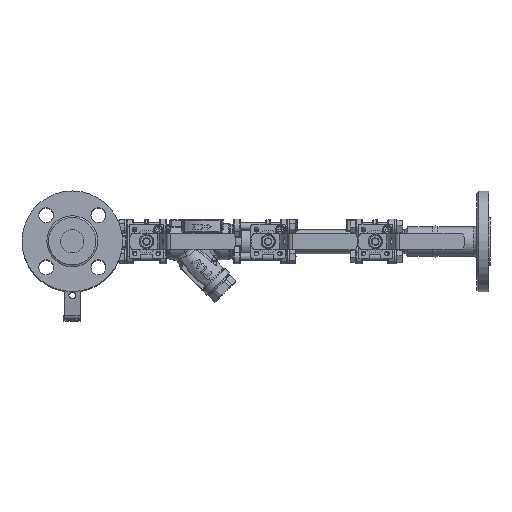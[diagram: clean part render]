
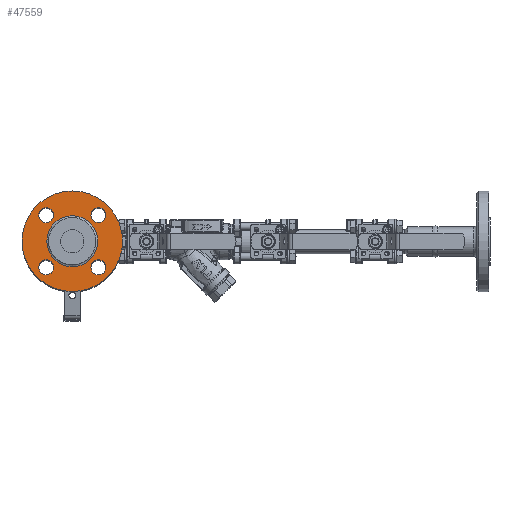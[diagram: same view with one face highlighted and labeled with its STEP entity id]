
A CAD part, top view. The second image highlights one B-rep face of the part: STEP entity #47559.
In plain terms, the highlighted planar face has unit normal (0, 0, 1).
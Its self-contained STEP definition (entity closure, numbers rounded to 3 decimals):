
#3480=FACE_BOUND('',#14134,.T.);
#3481=FACE_BOUND('',#14135,.T.);
#3482=FACE_BOUND('',#14136,.T.);
#3483=FACE_BOUND('',#14137,.T.);
#3484=FACE_BOUND('',#14138,.T.);
#3742=PLANE('',#50644);
#11139=FACE_OUTER_BOUND('',#14133,.T.);
#14133=EDGE_LOOP('',(#32522,#32523));
#14134=EDGE_LOOP('',(#32524,#32525));
#14135=EDGE_LOOP('',(#32526,#32527));
#14136=EDGE_LOOP('',(#32528,#32529));
#14137=EDGE_LOOP('',(#32530,#32531));
#14138=EDGE_LOOP('',(#32532));
#17402=CIRCLE('',#50640,27.336);
#17406=CIRCLE('',#50645,54.);
#17407=CIRCLE('',#50646,54.);
#17408=CIRCLE('',#50647,8.);
#17409=CIRCLE('',#50648,8.);
#17410=CIRCLE('',#50649,8.);
#17411=CIRCLE('',#50650,8.);
#17412=CIRCLE('',#50651,8.);
#17413=CIRCLE('',#50652,8.);
#17414=CIRCLE('',#50653,8.);
#17415=CIRCLE('',#50654,8.);
#20382=VERTEX_POINT('',#71112);
#20385=VERTEX_POINT('',#71120);
#20386=VERTEX_POINT('',#71121);
#20387=VERTEX_POINT('',#71124);
#20388=VERTEX_POINT('',#71125);
#20389=VERTEX_POINT('',#71128);
#20390=VERTEX_POINT('',#71129);
#20391=VERTEX_POINT('',#71132);
#20392=VERTEX_POINT('',#71133);
#20393=VERTEX_POINT('',#71136);
#20394=VERTEX_POINT('',#71137);
#24970=EDGE_CURVE('',#20382,#20382,#17402,.T.);
#24974=EDGE_CURVE('',#20385,#20386,#17406,.T.);
#24975=EDGE_CURVE('',#20386,#20385,#17407,.T.);
#24976=EDGE_CURVE('',#20387,#20388,#17408,.T.);
#24977=EDGE_CURVE('',#20388,#20387,#17409,.T.);
#24978=EDGE_CURVE('',#20389,#20390,#17410,.T.);
#24979=EDGE_CURVE('',#20390,#20389,#17411,.T.);
#24980=EDGE_CURVE('',#20391,#20392,#17412,.T.);
#24981=EDGE_CURVE('',#20392,#20391,#17413,.T.);
#24982=EDGE_CURVE('',#20393,#20394,#17414,.T.);
#24983=EDGE_CURVE('',#20394,#20393,#17415,.T.);
#32522=ORIENTED_EDGE('',*,*,#24974,.F.);
#32523=ORIENTED_EDGE('',*,*,#24975,.F.);
#32524=ORIENTED_EDGE('',*,*,#24976,.T.);
#32525=ORIENTED_EDGE('',*,*,#24977,.T.);
#32526=ORIENTED_EDGE('',*,*,#24978,.T.);
#32527=ORIENTED_EDGE('',*,*,#24979,.T.);
#32528=ORIENTED_EDGE('',*,*,#24980,.T.);
#32529=ORIENTED_EDGE('',*,*,#24981,.T.);
#32530=ORIENTED_EDGE('',*,*,#24982,.T.);
#32531=ORIENTED_EDGE('',*,*,#24983,.T.);
#32532=ORIENTED_EDGE('',*,*,#24970,.F.);
#47559=ADVANCED_FACE('',(#11139,#3480,#3481,#3482,#3483,#3484),#3742,.F.);
#50640=AXIS2_PLACEMENT_3D('',#71113,#56663,#56664);
#50644=AXIS2_PLACEMENT_3D('',#71119,#56671,#56672);
#50645=AXIS2_PLACEMENT_3D('',#71122,#56673,#56674);
#50646=AXIS2_PLACEMENT_3D('',#71123,#56675,#56676);
#50647=AXIS2_PLACEMENT_3D('',#71126,#56677,#56678);
#50648=AXIS2_PLACEMENT_3D('',#71127,#56679,#56680);
#50649=AXIS2_PLACEMENT_3D('',#71130,#56681,#56682);
#50650=AXIS2_PLACEMENT_3D('',#71131,#56683,#56684);
#50651=AXIS2_PLACEMENT_3D('',#71134,#56685,#56686);
#50652=AXIS2_PLACEMENT_3D('',#71135,#56687,#56688);
#50653=AXIS2_PLACEMENT_3D('',#71138,#56689,#56690);
#50654=AXIS2_PLACEMENT_3D('',#71139,#56691,#56692);
#56663=DIRECTION('center_axis',(0.,0.,
1.));
#56664=DIRECTION('ref_axis',(0.,-1.,0.));
#56671=DIRECTION('center_axis',(0.,0.,
-1.));
#56672=DIRECTION('ref_axis',(0.,1.,0.));
#56673=DIRECTION('center_axis',(0.,0.,
-1.));
#56674=DIRECTION('ref_axis',(0.,1.,0.));
#56675=DIRECTION('center_axis',(0.,0.,
-1.));
#56676=DIRECTION('ref_axis',(0.,1.,0.));
#56677=DIRECTION('center_axis',(0.,0.,
-1.));
#56678=DIRECTION('ref_axis',(0.,-1.,0.));
#56679=DIRECTION('center_axis',(0.,0.,
-1.));
#56680=DIRECTION('ref_axis',(0.,-1.,0.));
#56681=DIRECTION('center_axis',(0.,0.,
-1.));
#56682=DIRECTION('ref_axis',(-1.,0.,0.));
#56683=DIRECTION('center_axis',(0.,0.,
-1.));
#56684=DIRECTION('ref_axis',(-1.,0.,0.));
#56685=DIRECTION('center_axis',(0.,0.,
-1.));
#56686=DIRECTION('ref_axis',(0.,1.,0.));
#56687=DIRECTION('center_axis',(0.,0.,
-1.));
#56688=DIRECTION('ref_axis',(0.,1.,0.));
#56689=DIRECTION('center_axis',(0.,0.,
-1.));
#56690=DIRECTION('ref_axis',(1.,0.,0.));
#56691=DIRECTION('center_axis',(0.,0.,
-1.));
#56692=DIRECTION('ref_axis',(1.,0.,0.));
#71112=CARTESIAN_POINT('',(-224.292,105.91,94.319));
#71113=CARTESIAN_POINT('Origin',(-224.292,78.574,94.319));
#71119=CARTESIAN_POINT('Origin',(-224.292,78.574,94.319));
#71120=CARTESIAN_POINT('',(-224.292,132.574,94.319));
#71121=CARTESIAN_POINT('',(-224.292,24.574,94.319));
#71122=CARTESIAN_POINT('Origin',(-224.292,78.574,94.319));
#71123=CARTESIAN_POINT('Origin',(-224.292,78.574,94.319));
#71124=CARTESIAN_POINT('',(-196.29,42.573,94.319));
#71125=CARTESIAN_POINT('',(-196.29,58.573,94.319));
#71126=CARTESIAN_POINT('Origin',(-196.29,50.573,94.319));
#71127=CARTESIAN_POINT('Origin',(-196.29,50.573,94.319));
#71128=CARTESIAN_POINT('',(-260.293,50.573,94.319));
#71129=CARTESIAN_POINT('',(-244.293,50.573,94.319));
#71130=CARTESIAN_POINT('Origin',(-252.293,50.573,94.319));
#71131=CARTESIAN_POINT('Origin',(-252.293,50.573,94.319));
#71132=CARTESIAN_POINT('',(-252.293,114.575,94.319));
#71133=CARTESIAN_POINT('',(-252.293,98.575,94.319));
#71134=CARTESIAN_POINT('Origin',(-252.293,106.575,94.319));
#71135=CARTESIAN_POINT('Origin',(-252.293,106.575,94.319));
#71136=CARTESIAN_POINT('',(-188.29,106.575,94.319));
#71137=CARTESIAN_POINT('',(-204.29,106.575,94.319));
#71138=CARTESIAN_POINT('Origin',(-196.29,106.575,94.319));
#71139=CARTESIAN_POINT('Origin',(-196.29,106.575,94.319));
